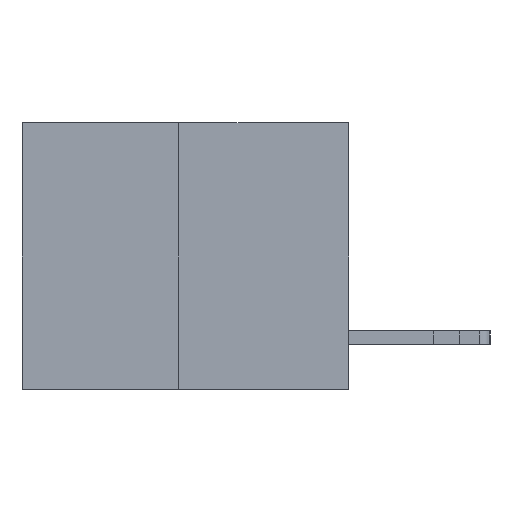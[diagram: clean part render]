
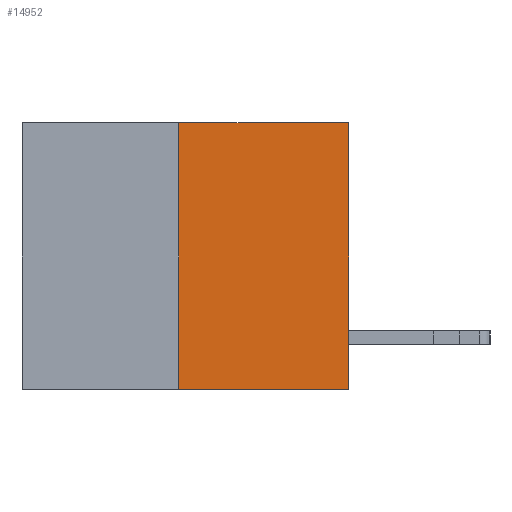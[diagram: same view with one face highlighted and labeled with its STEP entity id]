
A CAD part, left-side view. The second image highlights one B-rep face of the part: STEP entity #14952.
In plain terms, the highlighted planar face has unit normal (-1, 0, 0).
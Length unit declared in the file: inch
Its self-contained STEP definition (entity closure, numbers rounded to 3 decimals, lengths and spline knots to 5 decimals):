
#170 = EDGE_LOOP ( 'NONE', ( #2177, #544, #1448, #15358 ) ) ;
#387 = FACE_OUTER_BOUND ( 'NONE', #170, .T. ) ;
#544 = ORIENTED_EDGE ( 'NONE', *, *, #976, .T. ) ;
#930 = CARTESIAN_POINT ( 'NONE',  ( 0., 0., 0. ) ) ;
#973 = VERTEX_POINT ( 'NONE', #5928 ) ;
#976 = EDGE_CURVE ( 'NONE', #1115, #14016, #13344, .T. ) ;
#1115 = VERTEX_POINT ( 'NONE', #11017 ) ;
#1448 = ORIENTED_EDGE ( 'NONE', *, *, #2017, .T. ) ;
#2017 = EDGE_CURVE ( 'NONE', #14016, #14308, #13851, .T. ) ;
#2177 = ORIENTED_EDGE ( 'NONE', *, *, #6871, .F. ) ;
#2394 = CARTESIAN_POINT ( 'NONE',  ( 0., 0., 0. ) ) ;
#2401 = DIRECTION ( 'NONE',  ( 0., -1., 0. ) ) ;
#2778 = EDGE_CURVE ( 'NONE', #973, #14308, #13834, .T. ) ;
#3390 = VECTOR ( 'NONE', #5532, 39.37008 ) ;
#3780 = LINE ( 'NONE', #12372, #11570 ) ;
#5521 = DIRECTION ( 'NONE',  ( 0., 0., -1. ) ) ;
#5532 = DIRECTION ( 'NONE',  ( 0., -1., 0. ) ) ;
#5928 = CARTESIAN_POINT ( 'NONE',  ( 0., 0.312, 0. ) ) ;
#6802 = CARTESIAN_POINT ( 'NONE',  ( 0., 0.6, 0. ) ) ;
#6871 = EDGE_CURVE ( 'NONE', #1115, #973, #3780, .T. ) ;
#8635 = DIRECTION ( 'NONE',  ( 0., 0., 1. ) ) ;
#9123 = DIRECTION ( 'NONE',  ( 1., 0., 0. ) ) ;
#9671 = VECTOR ( 'NONE', #9742, 39.37008 ) ;
#9742 = DIRECTION ( 'NONE',  ( 0., 0., 1. ) ) ;
#11017 = CARTESIAN_POINT ( 'NONE',  ( 0., 0.312, -0.49 ) ) ;
#11507 = AXIS2_PLACEMENT_3D ( 'NONE', #12816, #9123, #5521 ) ;
#11570 = VECTOR ( 'NONE', #8635, 39.37008 ) ;
#11989 = CARTESIAN_POINT ( 'NONE',  ( 0., 0., -0.49 ) ) ;
#12372 = CARTESIAN_POINT ( 'NONE',  ( 0., 0.312, -0.49 ) ) ;
#12411 = VECTOR ( 'NONE', #2401, 39.37008 ) ;
#12816 = CARTESIAN_POINT ( 'NONE',  ( 0., 0.6, 0. ) ) ;
#13330 = CARTESIAN_POINT ( 'NONE',  ( 0., 0.6, -0.49 ) ) ;
#13344 = LINE ( 'NONE', #13330, #12411 ) ;
#13834 = LINE ( 'NONE', #6802, #3390 ) ;
#13851 = LINE ( 'NONE', #2394, #9671 ) ;
#14016 = VERTEX_POINT ( 'NONE', #11989 ) ;
#14308 = VERTEX_POINT ( 'NONE', #930 ) ;
#14952 = ADVANCED_FACE ( 'NONE', ( #387 ), #15185, .F. ) ;
#15185 = PLANE ( 'NONE',  #11507 ) ;
#15358 = ORIENTED_EDGE ( 'NONE', *, *, #2778, .F. ) ;
